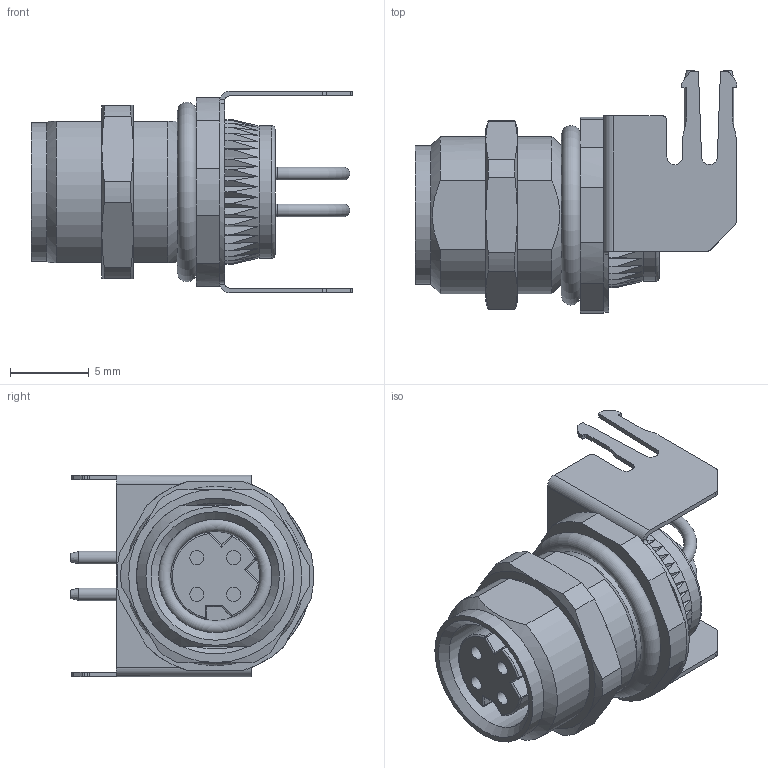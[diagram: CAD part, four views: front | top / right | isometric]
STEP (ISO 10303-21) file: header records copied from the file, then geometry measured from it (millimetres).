
FILE_DESCRIPTION(/* description */ (''),/* implementation_level */ '2;1');
FILE_NAME(/* name */ '5031858__Flanschkupplung_assy_342361.stp',/* time_stamp */ '2020-01-15T15:08:41+01:00',/* author */ ('ESCHA GmbH & Co. KG'),/* organization */ ('ESCHA GmbH & Co. KG'),/* preprocessor_version */ 'ST-DEVELOPER v16',/* originating_system */ 'SIEMENS PLM Software NX 10.0',/* authorisation */ '');
FILE_SCHEMA (('AUTOMOTIVE_DESIGN { 1 0 10303 214 3 1 1 1 }'));
Length unit declared in the file: millimetre
Products named in the file (2): 5006578__O-Ring_Teilefamilie_89054_26231ID; 5031858__Flanschkupplung_assy_342361
Assembly tree (1 placements, depth 2):
  5031858__Flanschkupplung_assy_342361
    5006578__O-Ring_Teilefamilie_89054_26231ID
Bounding box: 20.45 x 15.41 x 12.8 mm (x, y, z)
Volume: 1205.5 mm3; surface area: 1609.2 mm2
Topology: 2 solids, 2 shells, 379 faces, 1057 edges, 687 vertices
Faces by surface type: plane 208, cylinder 130, cone 24, torus 11, sphere 6
Full cylindrical faces by diameter (mm): 0.8 x8, 0.9 x4, 7.2 x1, 8.4 x1, 8.8 x2
Entity records: 11947 total; most frequent: CARTESIAN_POINT 2422, ORIENTED_EDGE 2002, DIRECTION 1937, EDGE_CURVE 1001, AXIS2_PLACEMENT_3D 675, VERTEX_POINT 666, LINE 587, VECTOR 587
